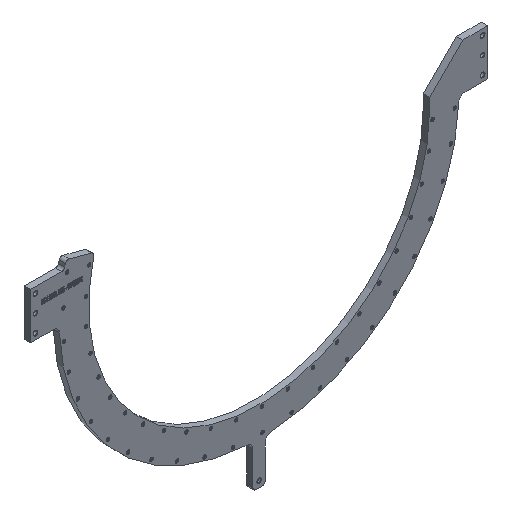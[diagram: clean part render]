
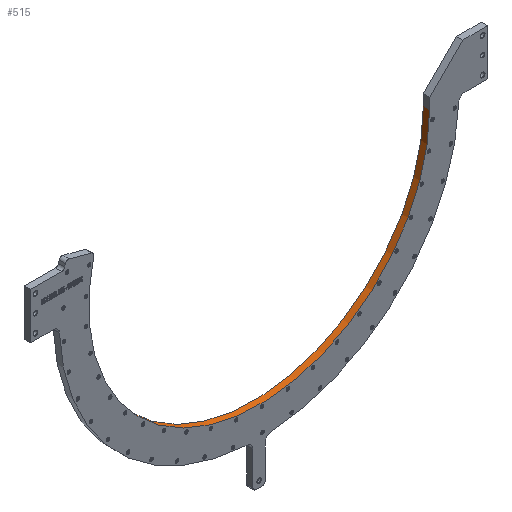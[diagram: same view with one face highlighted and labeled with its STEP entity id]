
A CAD part, isometric view. The second image highlights one B-rep face of the part: STEP entity #515.
In plain terms, the highlighted cylindrical face has radius 273 mm (diameter 546 mm), a partial arc.
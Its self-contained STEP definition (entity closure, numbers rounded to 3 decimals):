
#183=CYLINDRICAL_SURFACE('',#7372,273.);
#299=FACE_OUTER_BOUND('',#2778,.T.);
#515=ADVANCED_FACE('',(#299),#183,.F.);
#1230=LINE('',#11160,#1448);
#1232=LINE('',#11163,#1450);
#1448=VECTOR('',#8307,1.);
#1450=VECTOR('',#8311,1.);
#1726=CIRCLE('',#7288,273.);
#1793=CIRCLE('',#7356,273.);
#2778=EDGE_LOOP('',(#3828,#3829,#3830,#3831));
#3828=ORIENTED_EDGE('',*,*,#6263,.T.);
#3829=ORIENTED_EDGE('',*,*,#6292,.T.);
#3830=ORIENTED_EDGE('',*,*,#6114,.F.);
#3831=ORIENTED_EDGE('',*,*,#6290,.T.);
#5420=VERTEX_POINT('',#10488);
#5421=VERTEX_POINT('',#10489);
#5569=VERTEX_POINT('',#11107);
#5570=VERTEX_POINT('',#11109);
#6114=EDGE_CURVE('',#5420,#5421,#1726,.T.);
#6263=EDGE_CURVE('',#5570,#5569,#1793,.T.);
#6290=EDGE_CURVE('',#5420,#5570,#1230,.T.);
#6292=EDGE_CURVE('',#5569,#5421,#1232,.T.);
#7288=AXIS2_PLACEMENT_3D('',#10487,#8113,#8114);
#7356=AXIS2_PLACEMENT_3D('',#11108,#8262,#8263);
#7372=AXIS2_PLACEMENT_3D('',#11164,#8312,#8313);
#8113=DIRECTION('',(0.,1.,0.));
#8114=DIRECTION('',(1.,0.,0.));
#8262=DIRECTION('',(0.,1.,0.));
#8263=DIRECTION('',(1.,0.,0.));
#8307=DIRECTION('',(0.,1.,0.));
#8311=DIRECTION('',(0.,-1.,0.));
#8312=DIRECTION('',(0.,1.,0.));
#8313=DIRECTION('',(0.,0.,1.));
#10487=CARTESIAN_POINT('',(0.,-5.,0.));
#10488=CARTESIAN_POINT('',(273.,-5.,0.));
#10489=CARTESIAN_POINT('',(-264.926,-5.,65.903));
#11107=CARTESIAN_POINT('',(-264.926,5.,65.903));
#11108=CARTESIAN_POINT('',(0.,5.,0.));
#11109=CARTESIAN_POINT('',(273.,5.,0.));
#11160=CARTESIAN_POINT('',(273.,-5.,0.));
#11163=CARTESIAN_POINT('',(-264.926,-5.,65.903));
#11164=CARTESIAN_POINT('',(0.,-5.,0.));
